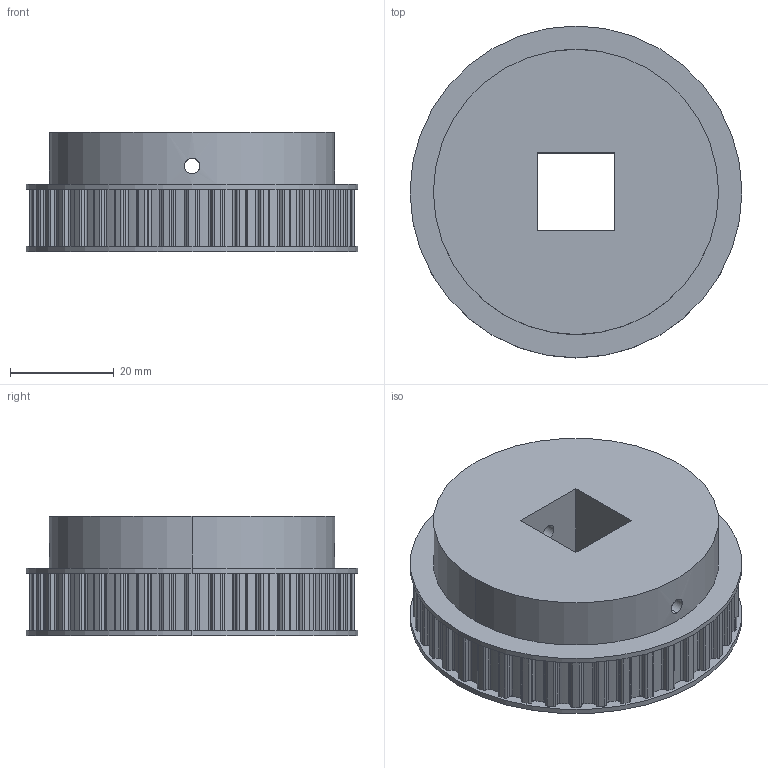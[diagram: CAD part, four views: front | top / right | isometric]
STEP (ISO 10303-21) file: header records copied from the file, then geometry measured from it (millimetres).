
FILE_DESCRIPTION (( 'STEP AP214' ), '1' );
FILE_NAME ('Base_Big_Pulley.STEP', '2020-12-23T17:45:48', ( '' ), ( '' ), 'SwSTEP 2.0', 'SolidWorks 2020', '' );
FILE_SCHEMA (( 'AUTOMOTIVE_DESIGN' ));
Length unit declared in the file: millimetre
Products named in the file (1): Base_Big_Pulley
Bounding box: 64 x 64 x 23 mm (x, y, z)
Volume: 57225 mm3; surface area: 13120.8 mm2
Topology: 1 solids, 1 shells, 372 faces, 1101 edges, 734 vertices
Faces by surface type: cylinder 283, plane 89
Entity records: 12865 total; most frequent: DIRECTION 2405, CARTESIAN_POINT 2308, ORIENTED_EDGE 2202, EDGE_CURVE 1101, AXIS2_PLACEMENT_3D 935, VERTEX_POINT 734, CIRCLE 562, LINE 535
